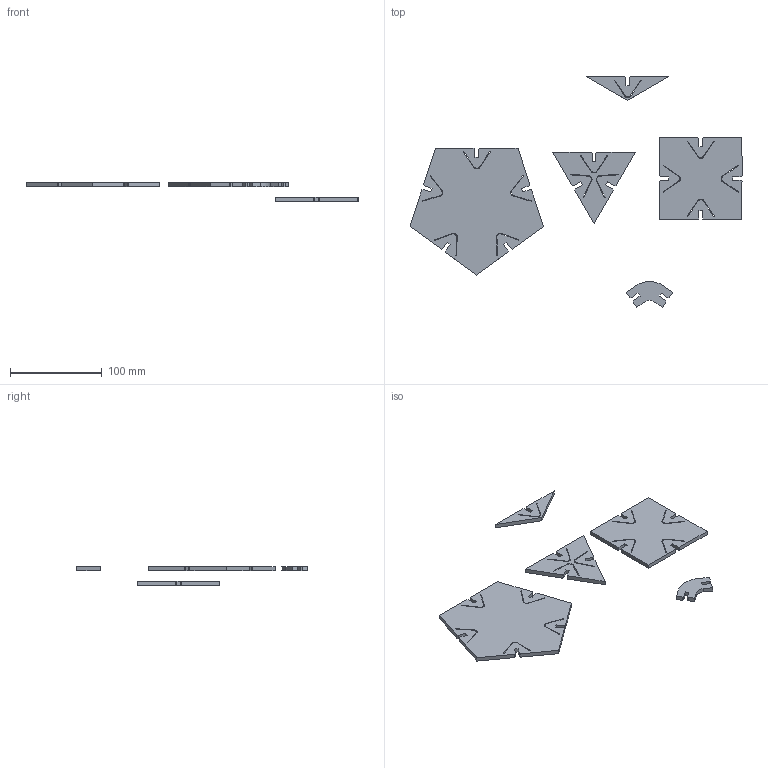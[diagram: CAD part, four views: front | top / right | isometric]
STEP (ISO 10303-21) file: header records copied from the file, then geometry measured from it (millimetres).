
FILE_DESCRIPTION(/* description */ (''),/* implementation_level */ '2;1');
FILE_NAME(/* name */ 'cardboard_kit v11.step',/* time_stamp */ '2019-09-17T15:17:56-04:00',/* author */ (''),/* organization */ (''),/* preprocessor_version */ 'ST-DEVELOPER v18',/* originating_system */ 'Autodesk Translation Framework v8.6.0.1094',/* authorisation */ '');
FILE_SCHEMA (('AUTOMOTIVE_DESIGN { 1 0 10303 214 3 1 1 }'));
Length unit declared in the file: millimetre
Products named in the file (6): cardboard_kit; joint; pentagon; triangle; square; connector
Assembly tree (5 placements, depth 2):
  cardboard_kit
    joint
    pentagon
    triangle
    square
    connector
Bounding box: 362.03 x 251.54 x 20.09 mm (x, y, z)
Volume: 117229.1 mm3; surface area: 66200.2 mm2
Topology: 5 solids, 5 shells, 279 faces, 807 edges, 538 vertices
Faces by surface type: plane 199, cylinder 80
Entity records: 9374 total; most frequent: CARTESIAN_POINT 1635, ORIENTED_EDGE 1614, DIRECTION 1547, EDGE_CURVE 807, LINE 647, VECTOR 647, VERTEX_POINT 538, AXIS2_PLACEMENT_3D 450
